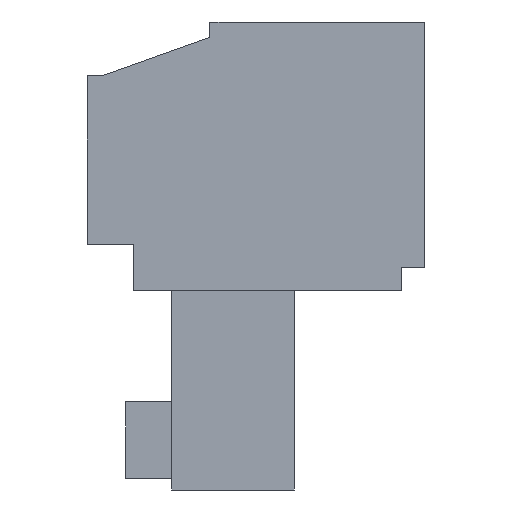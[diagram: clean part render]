
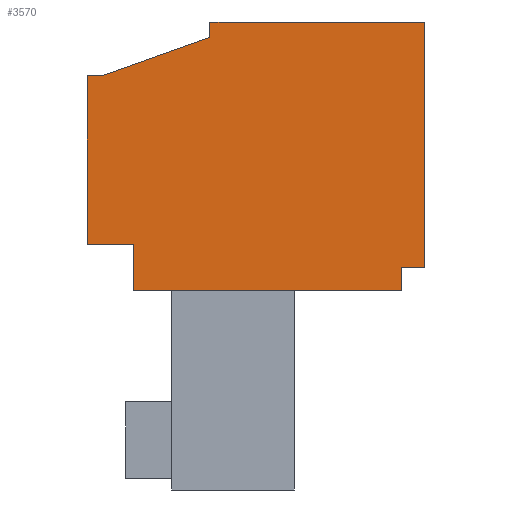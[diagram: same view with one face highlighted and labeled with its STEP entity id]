
A CAD part, left-side view. The second image highlights one B-rep face of the part: STEP entity #3570.
In plain terms, the highlighted planar face has unit normal (-1, 0, 0).
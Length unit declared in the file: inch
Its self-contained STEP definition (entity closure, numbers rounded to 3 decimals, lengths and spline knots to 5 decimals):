
#1=DIRECTION('',(0.,0.,-1.));
#2=VECTOR('',#1,0.32);
#3=CARTESIAN_POINT('',(-0.429,0.,0.));
#4=LINE('',#3,#2);
#5=DIRECTION('',(0.,1.,0.));
#6=VECTOR('',#5,0.03);
#7=CARTESIAN_POINT('',(-0.429,0.,-0.32));
#8=LINE('',#7,#6);
#9=DIRECTION('',(0.,0.,-1.));
#10=VECTOR('',#9,0.03);
#11=CARTESIAN_POINT('',(-0.429,0.03,-0.32));
#12=LINE('',#11,#10);
#13=DIRECTION('',(0.,1.,0.));
#14=VECTOR('',#13,0.35);
#15=CARTESIAN_POINT('',(-0.429,0.03,-0.35));
#16=LINE('',#15,#14);
#17=DIRECTION('',(0.,0.,1.));
#18=VECTOR('',#17,0.06);
#19=CARTESIAN_POINT('',(-0.429,0.38,-0.35));
#20=LINE('',#19,#18);
#21=DIRECTION('',(0.,1.,0.));
#22=VECTOR('',#21,0.06);
#23=CARTESIAN_POINT('',(-0.429,0.38,-0.29));
#24=LINE('',#23,#22);
#25=DIRECTION('',(0.,0.,1.));
#26=VECTOR('',#25,0.22);
#27=CARTESIAN_POINT('',(-0.429,0.44,-0.29));
#28=LINE('',#27,#26);
#29=DIRECTION('',(0.,-1.,0.));
#30=VECTOR('',#29,0.02);
#31=CARTESIAN_POINT('',(-0.429,0.44,-0.07));
#32=LINE('',#31,#30);
#33=DIRECTION('',(0.,-0.942,0.336));
#34=VECTOR('',#33,0.14866);
#35=CARTESIAN_POINT('',(-0.429,0.42,-0.07));
#36=LINE('',#35,#34);
#37=DIRECTION('',(0.,0.,1.));
#38=VECTOR('',#37,0.02);
#39=CARTESIAN_POINT('',(-0.429,0.28,-0.02));
#40=LINE('',#39,#38);
#41=DIRECTION('',(0.,-1.,0.));
#42=VECTOR('',#41,0.28);
#43=CARTESIAN_POINT('',(-0.429,0.28,0.));
#44=LINE('',#43,#42);
#2713=CARTESIAN_POINT('',(-0.429,0.,0.));
#2714=CARTESIAN_POINT('',(-0.429,0.,-0.32));
#2715=VERTEX_POINT('',#2713);
#2716=VERTEX_POINT('',#2714);
#2717=CARTESIAN_POINT('',(-0.429,0.03,-0.32));
#2718=VERTEX_POINT('',#2717);
#2719=CARTESIAN_POINT('',(-0.429,0.03,-0.35));
#2720=VERTEX_POINT('',#2719);
#2721=CARTESIAN_POINT('',(-0.429,0.38,-0.35));
#2722=VERTEX_POINT('',#2721);
#2723=CARTESIAN_POINT('',(-0.429,0.38,-0.29));
#2724=VERTEX_POINT('',#2723);
#2725=CARTESIAN_POINT('',(-0.429,0.44,-0.29));
#2726=VERTEX_POINT('',#2725);
#2727=CARTESIAN_POINT('',(-0.429,0.44,-0.07));
#2728=VERTEX_POINT('',#2727);
#2729=CARTESIAN_POINT('',(-0.429,0.42,-0.07));
#2730=VERTEX_POINT('',#2729);
#2731=CARTESIAN_POINT('',(-0.429,0.28,-0.02));
#2732=VERTEX_POINT('',#2731);
#2733=CARTESIAN_POINT('',(-0.429,0.28,0.));
#2734=VERTEX_POINT('',#2733);
#3541=CARTESIAN_POINT('',(-0.429,0.,0.));
#3542=DIRECTION('',(1.,0.,0.));
#3543=DIRECTION('',(0.,0.,-1.));
#3544=AXIS2_PLACEMENT_3D('',#3541,#3542,#3543);
#3545=PLANE('',#3544);
#3547=ORIENTED_EDGE('',*,*,#3546,.T.);
#3549=ORIENTED_EDGE('',*,*,#3548,.T.);
#3551=ORIENTED_EDGE('',*,*,#3550,.T.);
#3553=ORIENTED_EDGE('',*,*,#3552,.T.);
#3555=ORIENTED_EDGE('',*,*,#3554,.T.);
#3557=ORIENTED_EDGE('',*,*,#3556,.T.);
#3559=ORIENTED_EDGE('',*,*,#3558,.T.);
#3561=ORIENTED_EDGE('',*,*,#3560,.T.);
#3563=ORIENTED_EDGE('',*,*,#3562,.T.);
#3565=ORIENTED_EDGE('',*,*,#3564,.T.);
#3567=ORIENTED_EDGE('',*,*,#3566,.T.);
#3568=EDGE_LOOP('',(#3547,#3549,#3551,#3553,#3555,#3557,#3559,#3561,#3563,#3565,
#3567));
#3569=FACE_OUTER_BOUND('',#3568,.F.);
#3570=ADVANCED_FACE('',(#3569),#3545,.F.);
#3546=EDGE_CURVE('',#2715,#2716,#4,.T.);
#3548=EDGE_CURVE('',#2716,#2718,#8,.T.);
#3550=EDGE_CURVE('',#2718,#2720,#12,.T.);
#3552=EDGE_CURVE('',#2720,#2722,#16,.T.);
#3554=EDGE_CURVE('',#2722,#2724,#20,.T.);
#3556=EDGE_CURVE('',#2724,#2726,#24,.T.);
#3558=EDGE_CURVE('',#2726,#2728,#28,.T.);
#3560=EDGE_CURVE('',#2728,#2730,#32,.T.);
#3562=EDGE_CURVE('',#2730,#2732,#36,.T.);
#3564=EDGE_CURVE('',#2732,#2734,#40,.T.);
#3566=EDGE_CURVE('',#2734,#2715,#44,.T.);
